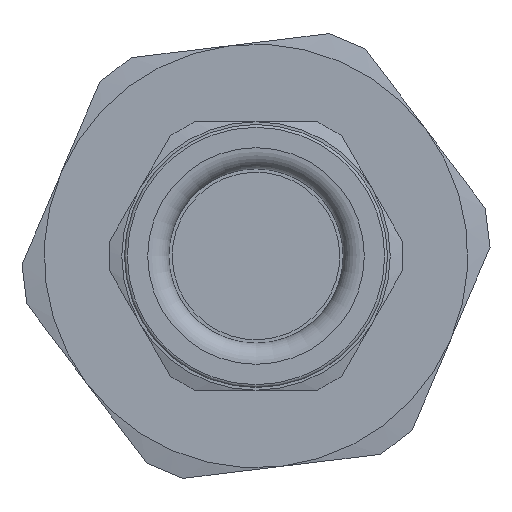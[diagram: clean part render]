
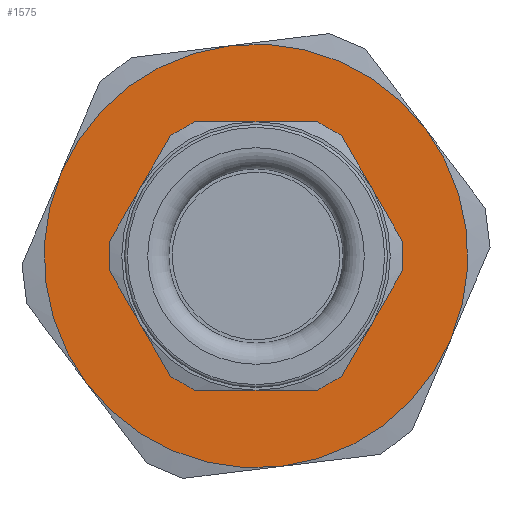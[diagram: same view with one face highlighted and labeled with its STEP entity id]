
A CAD part, left-side view. The second image highlights one B-rep face of the part: STEP entity #1575.
In plain terms, the highlighted planar face has unit normal (-1, 0, 0).
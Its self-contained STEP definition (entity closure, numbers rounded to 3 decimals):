
#229=PLANE('',#1827);
#262=FACE_BOUND('',#508,.T.);
#375=FACE_OUTER_BOUND('',#507,.T.);
#507=EDGE_LOOP('',(#1375,#1376,#1377,#1378,#1379,#1380));
#508=EDGE_LOOP('',(#1381));
#643=CIRCLE('',#1806,15.);
#644=CIRCLE('',#1808,15.);
#645=CIRCLE('',#1810,15.);
#646=CIRCLE('',#1812,15.);
#647=CIRCLE('',#1814,15.);
#653=CIRCLE('',#1826,15.);
#654=CIRCLE('',#1828,9.4);
#788=VERTEX_POINT('',#7482);
#795=VERTEX_POINT('',#7508);
#803=VERTEX_POINT('',#7535);
#809=VERTEX_POINT('',#7561);
#811=VERTEX_POINT('',#7574);
#817=VERTEX_POINT('',#7595);
#823=VERTEX_POINT('',#7647);
#1014=EDGE_CURVE('',#803,#809,#643,.T.);
#1015=EDGE_CURVE('',#817,#803,#644,.T.);
#1016=EDGE_CURVE('',#809,#795,#645,.T.);
#1017=EDGE_CURVE('',#811,#817,#646,.T.);
#1018=EDGE_CURVE('',#795,#788,#647,.T.);
#1024=EDGE_CURVE('',#788,#811,#653,.T.);
#1025=EDGE_CURVE('',#823,#823,#654,.T.);
#1375=ORIENTED_EDGE('',*,*,#1015,.F.);
#1376=ORIENTED_EDGE('',*,*,#1017,.F.);
#1377=ORIENTED_EDGE('',*,*,#1024,.F.);
#1378=ORIENTED_EDGE('',*,*,#1018,.F.);
#1379=ORIENTED_EDGE('',*,*,#1016,.F.);
#1380=ORIENTED_EDGE('',*,*,#1014,.F.);
#1381=ORIENTED_EDGE('',*,*,#1025,.T.);
#1575=ADVANCED_FACE('',(#375,#262),#229,.T.);
#1806=AXIS2_PLACEMENT_3D('',#7625,#2177,#2178);
#1808=AXIS2_PLACEMENT_3D('',#7627,#2181,#2182);
#1810=AXIS2_PLACEMENT_3D('',#7629,#2185,#2186);
#1812=AXIS2_PLACEMENT_3D('',#7631,#2189,#2190);
#1814=AXIS2_PLACEMENT_3D('',#7633,#2193,#2194);
#1826=AXIS2_PLACEMENT_3D('',#7645,#2217,#2218);
#1827=AXIS2_PLACEMENT_3D('',#7646,#2219,#2220);
#1828=AXIS2_PLACEMENT_3D('',#7648,#2221,#2222);
#2177=DIRECTION('center_axis',(1.,0.,0.));
#2178=DIRECTION('ref_axis',(0.,-1.,0.));
#2181=DIRECTION('center_axis',(1.,0.,0.));
#2182=DIRECTION('ref_axis',(0.,-1.,0.));
#2185=DIRECTION('center_axis',(1.,0.,0.));
#2186=DIRECTION('ref_axis',(0.,-1.,0.));
#2189=DIRECTION('center_axis',(1.,0.,0.));
#2190=DIRECTION('ref_axis',(0.,-1.,0.));
#2193=DIRECTION('center_axis',(1.,0.,0.));
#2194=DIRECTION('ref_axis',(0.,-1.,0.));
#2217=DIRECTION('center_axis',(1.,0.,0.));
#2218=DIRECTION('ref_axis',(0.,-1.,0.));
#2219=DIRECTION('center_axis',(-1.,0.,0.));
#2220=DIRECTION('ref_axis',(0.,0.,1.));
#2221=DIRECTION('center_axis',(1.,0.,0.));
#2222=DIRECTION('ref_axis',(0.,0.,-1.));
#7482=CARTESIAN_POINT('',(-28.2,-12.99,-7.5));
#7508=CARTESIAN_POINT('',(-28.2,-12.99,7.5));
#7535=CARTESIAN_POINT('',(-28.2,12.99,7.5));
#7561=CARTESIAN_POINT('',(-28.2,0.,15.));
#7574=CARTESIAN_POINT('',(-28.2,0.,-15.));
#7595=CARTESIAN_POINT('',(-28.2,12.99,-7.5));
#7625=CARTESIAN_POINT('Origin',(-28.2,0.,0.));
#7627=CARTESIAN_POINT('Origin',(-28.2,0.,0.));
#7629=CARTESIAN_POINT('Origin',(-28.2,0.,0.));
#7631=CARTESIAN_POINT('Origin',(-28.2,0.,0.));
#7633=CARTESIAN_POINT('Origin',(-28.2,0.,0.));
#7645=CARTESIAN_POINT('Origin',(-28.2,0.,0.));
#7646=CARTESIAN_POINT('Origin',(-28.2,16.575,0.));
#7647=CARTESIAN_POINT('',(-28.2,9.4,0.));
#7648=CARTESIAN_POINT('Origin',(-28.2,0.,0.));
